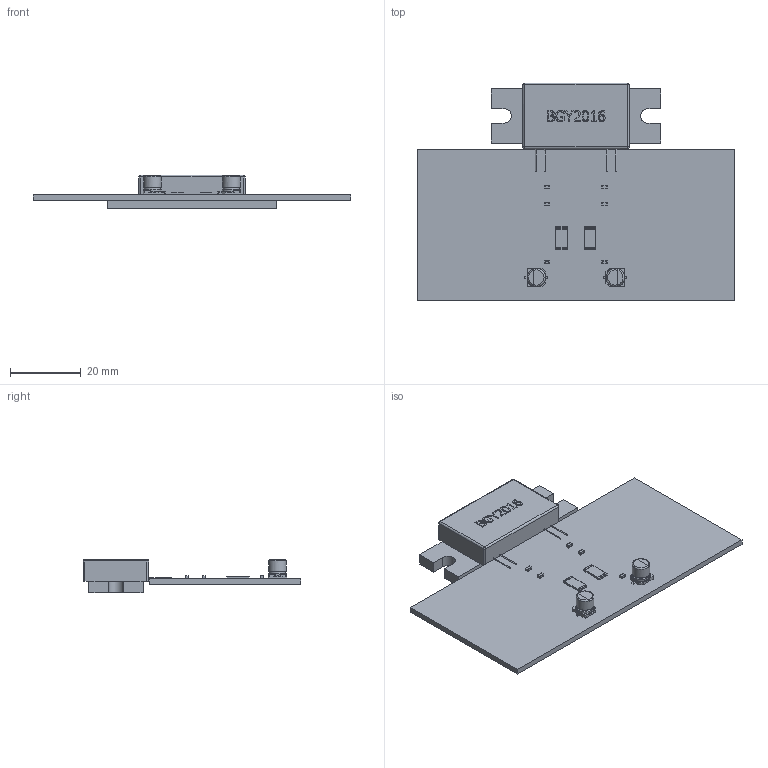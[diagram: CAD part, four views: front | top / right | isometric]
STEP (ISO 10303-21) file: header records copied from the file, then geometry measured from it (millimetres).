
FILE_DESCRIPTION(('KiCad electronic assembly'),'2;1');
FILE_NAME('BGYAmp.step','2021-06-04T09:06:27',('Pcbnew'),('Kicad'), 'Open CASCADE STEP processor 6.9','KiCad to STEP converter','Unknown' );
FILE_SCHEMA(('AUTOMOTIVE_DESIGN { 1 0 10303 214 1 1 1 1 }'));
Length unit declared in the file: millimetre
Products named in the file (14): Open CASCADE STEP translator 6.9 1; CP_Elec_5x5.4; SOLID; C_0603_1608Metric; R_2512_6332Metric; BGY2016; Open CASCADE STEP translator 6.9 2; Open CASCADE STEP translator 6.9 3; Open CASCADE STEP translator 6.9 4; Open CASCADE STEP translator 6.9 5
Assembly tree (16 placements, depth 3):
  Open CASCADE STEP translator 6.9 1
    CP_Elec_5x5.4  x2
      SOLID
    C_0603_1608Metric  x6
      SOLID
    R_2512_6332Metric  x2
      SOLID
    BGY2016
      SOLID
    SOLID
  Open CASCADE STEP translator 6.9 2
  Open CASCADE STEP translator 6.9 3
  Open CASCADE STEP translator 6.9 4
  Open CASCADE STEP translator 6.9 5
Bounding box: 90 x 61.7 x 9.5 mm (x, y, z)
Volume: 12192.5 mm3; surface area: 11295.2 mm2
Topology: 12 solids, 12 shells, 476 faces, 1223 edges, 800 vertices
Faces by surface type: bspline 470, plane 6
Entity records: 19575 total; most frequent: CARTESIAN_POINT 8393, B_SPLINE_CURVE_WITH_KNOTS 1862, ORIENTED_EDGE 1384, PCURVE 1384, DEFINITIONAL_REPRESENTATION 1384, EDGE_CURVE 692, SURFACE_CURVE 682, VERTEX_POINT 451
